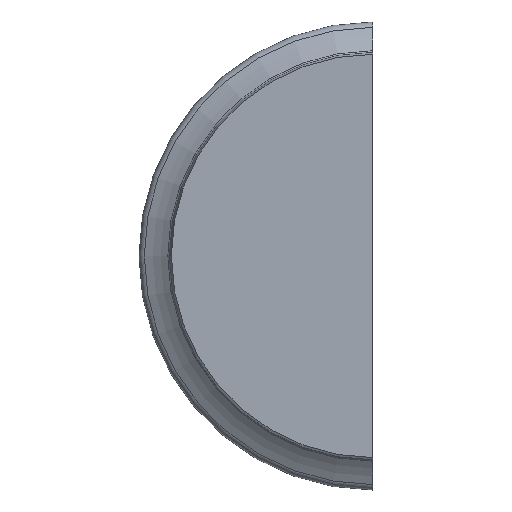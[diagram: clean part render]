
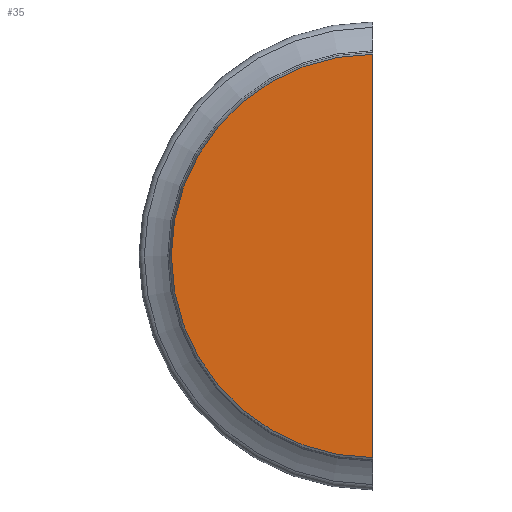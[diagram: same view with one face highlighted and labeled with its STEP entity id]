
A CAD part, top view. The second image highlights one B-rep face of the part: STEP entity #35.
In plain terms, the highlighted planar face has unit normal (0, 0, 1).
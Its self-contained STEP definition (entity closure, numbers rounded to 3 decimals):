
#35 = ADVANCED_FACE('',(#36),#51,.F.);
#36 = FACE_BOUND('',#37,.F.);
#37 = EDGE_LOOP('',(#38,#74));
#38 = ORIENTED_EDGE('',*,*,#39,.T.);
#39 = EDGE_CURVE('',#40,#42,#44,.T.);
#40 = VERTEX_POINT('',#41);
#41 = CARTESIAN_POINT('',(0.,1.799,2.));
#42 = VERTEX_POINT('',#43);
#43 = CARTESIAN_POINT('',(0.,24.202,2.));
#44 = SURFACE_CURVE('',#45,(#50,#62),.PCURVE_S1.);
#45 = CIRCLE('',#46,11.202);
#46 = AXIS2_PLACEMENT_3D('',#47,#48,#49);
#47 = CARTESIAN_POINT('',(0.,13.,2.));
#48 = DIRECTION('',(0.,0.,-1.));
#49 = DIRECTION('',(0.,-1.,0.));
#50 = PCURVE('',#51,#56);
#51 = PLANE('',#52);
#52 = AXIS2_PLACEMENT_3D('',#53,#54,#55);
#53 = CARTESIAN_POINT('',(0.,13.,2.));
#54 = DIRECTION('',(0.,0.,-1.));
#55 = DIRECTION('',(0.,-1.,0.));
#56 = DEFINITIONAL_REPRESENTATION('',(#57),#61);
#57 = CIRCLE('',#58,11.202);
#58 = AXIS2_PLACEMENT_2D('',#59,#60);
#59 = CARTESIAN_POINT('',(0.,0.));
#60 = DIRECTION('',(1.,0.));
#61 = ( GEOMETRIC_REPRESENTATION_CONTEXT(2) 
PARAMETRIC_REPRESENTATION_CONTEXT() REPRESENTATION_CONTEXT('2D SPACE',''
  ) );
#62 = PCURVE('',#63,#68);
#63 = CONICAL_SURFACE('',#64,11.335,0.349);
#64 = AXIS2_PLACEMENT_3D('',#65,#66,#67);
#65 = CARTESIAN_POINT('',(0.,13.,1.633));
#66 = DIRECTION('',(0.,0.,-1.));
#67 = DIRECTION('',(0.,-1.,0.));
#68 = DEFINITIONAL_REPRESENTATION('',(#69),#73);
#69 = LINE('',#70,#71);
#70 = CARTESIAN_POINT('',(0.,-0.367));
#71 = VECTOR('',#72,1.);
#72 = DIRECTION('',(1.,-0.));
#73 = ( GEOMETRIC_REPRESENTATION_CONTEXT(2) 
PARAMETRIC_REPRESENTATION_CONTEXT() REPRESENTATION_CONTEXT('2D SPACE',''
  ) );
#74 = ORIENTED_EDGE('',*,*,#75,.F.);
#75 = EDGE_CURVE('',#40,#42,#76,.T.);
#76 = SURFACE_CURVE('',#77,(#81,#88),.PCURVE_S1.);
#77 = LINE('',#78,#79);
#78 = CARTESIAN_POINT('',(0.,1.799,2.));
#79 = VECTOR('',#80,1.);
#80 = DIRECTION('',(0.,1.,0.));
#81 = PCURVE('',#51,#82);
#82 = DEFINITIONAL_REPRESENTATION('',(#83),#87);
#83 = LINE('',#84,#85);
#84 = CARTESIAN_POINT('',(11.202,0.));
#85 = VECTOR('',#86,1.);
#86 = DIRECTION('',(-1.,0.));
#87 = ( GEOMETRIC_REPRESENTATION_CONTEXT(2) 
PARAMETRIC_REPRESENTATION_CONTEXT() REPRESENTATION_CONTEXT('2D SPACE',''
  ) );
#88 = PCURVE('',#89,#94);
#89 = PLANE('',#90);
#90 = AXIS2_PLACEMENT_3D('',#91,#92,#93);
#91 = CARTESIAN_POINT('',(0.,6.909,0.));
#92 = DIRECTION('',(1.,0.,0.));
#93 = DIRECTION('',(-0.,0.,1.));
#94 = DEFINITIONAL_REPRESENTATION('',(#95),#99);
#95 = LINE('',#96,#97);
#96 = CARTESIAN_POINT('',(2.,5.111));
#97 = VECTOR('',#98,1.);
#98 = DIRECTION('',(0.,-1.));
#99 = ( GEOMETRIC_REPRESENTATION_CONTEXT(2) 
PARAMETRIC_REPRESENTATION_CONTEXT() REPRESENTATION_CONTEXT('2D SPACE',''
  ) );
